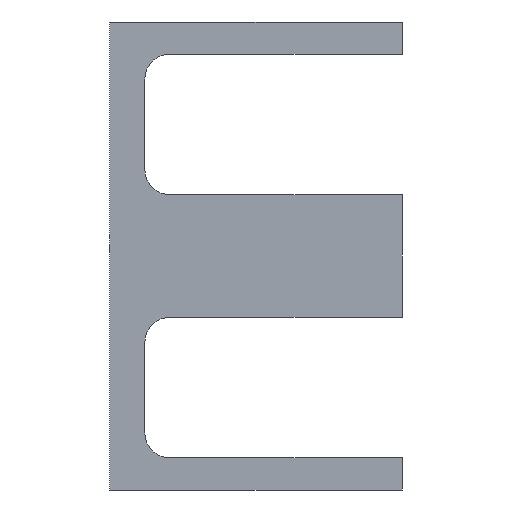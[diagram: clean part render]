
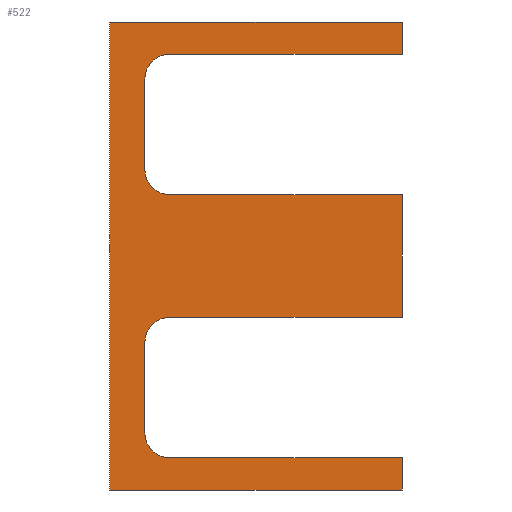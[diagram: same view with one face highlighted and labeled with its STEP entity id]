
A CAD part, left-side view. The second image highlights one B-rep face of the part: STEP entity #522.
In plain terms, the highlighted planar face has unit normal (-1, 0, 0).
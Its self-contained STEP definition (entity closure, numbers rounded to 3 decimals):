
#17 = VERTEX_POINT ( 'NONE', #45 ) ;
#18 = VERTEX_POINT ( 'NONE', #46 ) ;
#19 = VERTEX_POINT ( 'NONE', #47 ) ;
#20 = VERTEX_POINT ( 'NONE', #48 ) ;
#21 = VERTEX_POINT ( 'NONE', #49 ) ;
#22 = VERTEX_POINT ( 'NONE', #50 ) ;
#23 = VERTEX_POINT ( 'NONE', #51 ) ;
#24 = VERTEX_POINT ( 'NONE', #52 ) ;
#25 = VERTEX_POINT ( 'NONE', #53 ) ;
#26 = VERTEX_POINT ( 'NONE', #54 ) ;
#27 = VERTEX_POINT ( 'NONE', #55 ) ;
#28 = VERTEX_POINT ( 'NONE', #56 ) ;
#29 = VERTEX_POINT ( 'NONE', #57 ) ;
#30 = VERTEX_POINT ( 'NONE', #58 ) ;
#31 = VERTEX_POINT ( 'NONE', #59 ) ;
#32 = VERTEX_POINT ( 'NONE', #60 ) ;
#45 = CARTESIAN_POINT ( 'NONE',  ( 0., 0., 80. ) ) ;
#46 = CARTESIAN_POINT ( 'NONE',  ( 0., 0., 69. ) ) ;
#47 = CARTESIAN_POINT ( 'NONE',  ( 0., 79.5, 69. ) ) ;
#48 = CARTESIAN_POINT ( 'NONE',  ( 0., 88., 60.5 ) ) ;
#49 = CARTESIAN_POINT ( 'NONE',  ( 0., 88., 29.5 ) ) ;
#50 = CARTESIAN_POINT ( 'NONE',  ( 0., 79.5, 21. ) ) ;
#51 = CARTESIAN_POINT ( 'NONE',  ( 0., 0., 21. ) ) ;
#52 = CARTESIAN_POINT ( 'NONE',  ( 0., 0., -21. ) ) ;
#53 = CARTESIAN_POINT ( 'NONE',  ( 0., 79.5, -21. ) ) ;
#54 = CARTESIAN_POINT ( 'NONE',  ( 0., 88., -29.5 ) ) ;
#55 = CARTESIAN_POINT ( 'NONE',  ( 0., 88., -60.5 ) ) ;
#56 = CARTESIAN_POINT ( 'NONE',  ( 0., 79.5, -69. ) ) ;
#57 = CARTESIAN_POINT ( 'NONE',  ( 0., 0., -69. ) ) ;
#58 = CARTESIAN_POINT ( 'NONE',  ( 0., 0., -80. ) ) ;
#59 = CARTESIAN_POINT ( 'NONE',  ( 0., 100., 80. ) ) ;
#60 = CARTESIAN_POINT ( 'NONE',  ( 0., 100., -80. ) ) ;
#132 = PLANE ( 'NONE',  #595 ) ;
#135 = CARTESIAN_POINT ( 'NONE',  ( 0., 0., 0. ) ) ;
#138 = CARTESIAN_POINT ( 'NONE',  ( 0., 0., -69. ) ) ;
#139 = DIRECTION ( 'NONE',  ( 1., 0., 0. ) ) ;
#140 = DIRECTION ( 'NONE',  ( 0., 0., -1. ) ) ;
#141 = CARTESIAN_POINT ( 'NONE',  ( 0., 79.5, -29.5 ) ) ;
#142 = DIRECTION ( 'NONE',  ( 1., 0., 0. ) ) ;
#143 = DIRECTION ( 'NONE',  ( 0., 0., 1. ) ) ;
#144 = CARTESIAN_POINT ( 'NONE',  ( 0., 79.5, -21. ) ) ;
#145 = DIRECTION ( 'NONE',  ( 0., -1., 0. ) ) ;
#146 = CARTESIAN_POINT ( 'NONE',  ( 0., 0., -80. ) ) ;
#147 = DIRECTION ( 'NONE',  ( 0., 1., 0. ) ) ;
#148 = CARTESIAN_POINT ( 'NONE',  ( 0., 88., -60.5 ) ) ;
#149 = DIRECTION ( 'NONE',  ( 0., 0., -1. ) ) ;
#150 = CARTESIAN_POINT ( 'NONE',  ( 0., 100., -80. ) ) ;
#151 = DIRECTION ( 'NONE',  ( 0., 0., -1. ) ) ;
#152 = CARTESIAN_POINT ( 'NONE',  ( 0., 100., 80. ) ) ;
#153 = DIRECTION ( 'NONE',  ( 0., 1., 0. ) ) ;
#154 = CARTESIAN_POINT ( 'NONE',  ( 0., 0., 21. ) ) ;
#155 = DIRECTION ( 'NONE',  ( 0., 0., 1. ) ) ;
#156 = CARTESIAN_POINT ( 'NONE',  ( 0., 79.5, -60.5 ) ) ;
#157 = DIRECTION ( 'NONE',  ( 1., 0., 0. ) ) ;
#158 = DIRECTION ( 'NONE',  ( 0., 0., 1. ) ) ;
#159 = CARTESIAN_POINT ( 'NONE',  ( 0., 0., -21. ) ) ;
#160 = DIRECTION ( 'NONE',  ( 0., 0., -1. ) ) ;
#161 = DIRECTION ( 'NONE',  ( 0., -1., 0. ) ) ;
#162 = CARTESIAN_POINT ( 'NONE',  ( 0., 79.5, 29.5 ) ) ;
#163 = DIRECTION ( 'NONE',  ( 1., 0., 0. ) ) ;
#164 = DIRECTION ( 'NONE',  ( 0., 0., 1. ) ) ;
#165 = CARTESIAN_POINT ( 'NONE',  ( 0., 0., 69. ) ) ;
#166 = CARTESIAN_POINT ( 'NONE',  ( 0., 88., 29.5 ) ) ;
#167 = DIRECTION ( 'NONE',  ( 0., 0., -1. ) ) ;
#168 = CARTESIAN_POINT ( 'NONE',  ( 0., 79.5, 60.5 ) ) ;
#169 = DIRECTION ( 'NONE',  ( 1., 0., 0. ) ) ;
#170 = DIRECTION ( 'NONE',  ( 0., 0., 1. ) ) ;
#171 = CARTESIAN_POINT ( 'NONE',  ( 0., 79.5, 69. ) ) ;
#172 = DIRECTION ( 'NONE',  ( 0., 1., 0. ) ) ;
#173 = CARTESIAN_POINT ( 'NONE',  ( 0., 0., 80. ) ) ;
#174 = DIRECTION ( 'NONE',  ( 0., 0., -1. ) ) ;
#176 = DIRECTION ( 'NONE',  ( 0., -1., 0. ) ) ;
#263 = EDGE_LOOP ( 'NONE', ( #369, #368, #371, #370, #372, #373, #374, #375, #376, #377, #378, #337, #338, #339, #340, #341 ) ) ;
#337 = ORIENTED_EDGE ( 'NONE', *, *, #537, .F. ) ;
#338 = ORIENTED_EDGE ( 'NONE', *, *, #538, .T. ) ;
#339 = ORIENTED_EDGE ( 'NONE', *, *, #539, .F. ) ;
#340 = ORIENTED_EDGE ( 'NONE', *, *, #540, .F. ) ;
#341 = ORIENTED_EDGE ( 'NONE', *, *, #541, .F. ) ;
#368 = ORIENTED_EDGE ( 'NONE', *, *, #531, .F. ) ;
#369 = ORIENTED_EDGE ( 'NONE', *, *, #532, .F. ) ;
#370 = ORIENTED_EDGE ( 'NONE', *, *, #526, .F. ) ;
#371 = ORIENTED_EDGE ( 'NONE', *, *, #529, .F. ) ;
#372 = ORIENTED_EDGE ( 'NONE', *, *, #533, .T. ) ;
#373 = ORIENTED_EDGE ( 'NONE', *, *, #530, .F. ) ;
#374 = ORIENTED_EDGE ( 'NONE', *, *, #523, .T. ) ;
#375 = ORIENTED_EDGE ( 'NONE', *, *, #528, .F. ) ;
#376 = ORIENTED_EDGE ( 'NONE', *, *, #534, .F. ) ;
#377 = ORIENTED_EDGE ( 'NONE', *, *, #535, .F. ) ;
#378 = ORIENTED_EDGE ( 'NONE', *, *, #536, .T. ) ;
#394 = LINE ( 'NONE', #144, #409 ) ;
#402 = LINE ( 'NONE', #148, #413 ) ;
#404 = FACE_OUTER_BOUND ( 'NONE', #263, .T. ) ;
#405 = VECTOR ( 'NONE', #145, 1000. ) ;
#406 = LINE ( 'NONE', #146, #411 ) ;
#407 = LINE ( 'NONE', #138, #405 ) ;
#408 = CIRCLE ( 'NONE', #574, 8.5 ) ;
#409 = VECTOR ( 'NONE', #147, 1000. ) ;
#410 = LINE ( 'NONE', #150, #414 ) ;
#411 = VECTOR ( 'NONE', #149, 1000. ) ;
#412 = LINE ( 'NONE', #152, #416 ) ;
#413 = VECTOR ( 'NONE', #151, 1000. ) ;
#414 = VECTOR ( 'NONE', #153, 1000. ) ;
#415 = VECTOR ( 'NONE', #160, 1000. ) ;
#416 = VECTOR ( 'NONE', #155, 1000. ) ;
#417 = LINE ( 'NONE', #159, #415 ) ;
#418 = VECTOR ( 'NONE', #167, 1000. ) ;
#419 = LINE ( 'NONE', #154, #421 ) ;
#420 = CIRCLE ( 'NONE', #579, 8.5 ) ;
#421 = VECTOR ( 'NONE', #161, 1000. ) ;
#422 = LINE ( 'NONE', #166, #418 ) ;
#423 = LINE ( 'NONE', #171, #424 ) ;
#424 = VECTOR ( 'NONE', #172, 1000. ) ;
#425 = CIRCLE ( 'NONE', #596, 8.5 ) ;
#427 = LINE ( 'NONE', #173, #432 ) ;
#428 = LINE ( 'NONE', #165, #430 ) ;
#429 = CIRCLE ( 'NONE', #586, 8.5 ) ;
#430 = VECTOR ( 'NONE', #174, 1000. ) ;
#432 = VECTOR ( 'NONE', #176, 1000. ) ;
#522 = ADVANCED_FACE ( 'NONE', ( #404 ), #132, .F. ) ;
#523 = EDGE_CURVE ( 'NONE', #26, #25, #408, .T. ) ;
#526 = EDGE_CURVE ( 'NONE', #28, #29, #407, .T. ) ;
#528 = EDGE_CURVE ( 'NONE', #24, #25, #394, .T. ) ;
#529 = EDGE_CURVE ( 'NONE', #29, #30, #406, .T. ) ;
#530 = EDGE_CURVE ( 'NONE', #26, #27, #402, .T. ) ;
#531 = EDGE_CURVE ( 'NONE', #30, #32, #410, .T. ) ;
#532 = EDGE_CURVE ( 'NONE', #32, #31, #412, .T. ) ;
#533 = EDGE_CURVE ( 'NONE', #28, #27, #420, .T. ) ;
#534 = EDGE_CURVE ( 'NONE', #23, #24, #417, .T. ) ;
#535 = EDGE_CURVE ( 'NONE', #22, #23, #419, .T. ) ;
#536 = EDGE_CURVE ( 'NONE', #22, #21, #425, .T. ) ;
#537 = EDGE_CURVE ( 'NONE', #20, #21, #422, .T. ) ;
#538 = EDGE_CURVE ( 'NONE', #20, #19, #429, .T. ) ;
#539 = EDGE_CURVE ( 'NONE', #18, #19, #423, .T. ) ;
#540 = EDGE_CURVE ( 'NONE', #17, #18, #428, .T. ) ;
#541 = EDGE_CURVE ( 'NONE', #31, #17, #427, .T. ) ;
#574 = AXIS2_PLACEMENT_3D ( 'NONE', #141, #142, #143 ) ;
#579 = AXIS2_PLACEMENT_3D ( 'NONE', #156, #157, #158 ) ;
#586 = AXIS2_PLACEMENT_3D ( 'NONE', #168, #169, #170 ) ;
#595 = AXIS2_PLACEMENT_3D ( 'NONE', #135, #139, #140 ) ;
#596 = AXIS2_PLACEMENT_3D ( 'NONE', #162, #163, #164 ) ;
